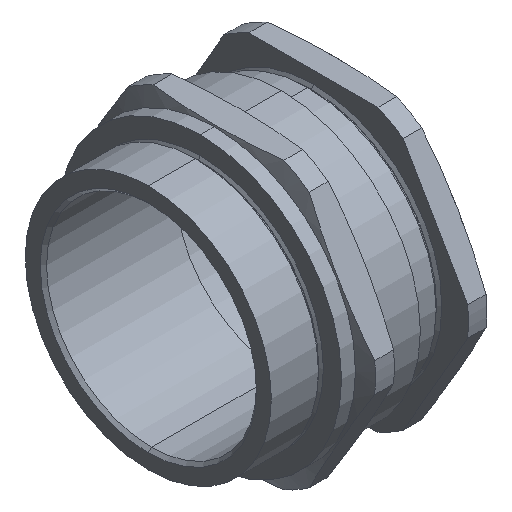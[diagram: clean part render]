
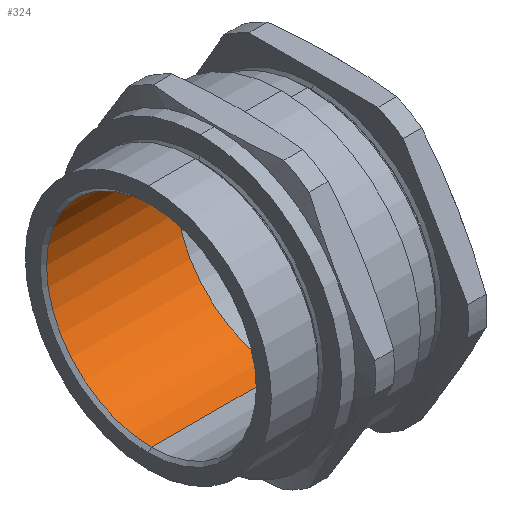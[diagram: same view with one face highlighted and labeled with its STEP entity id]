
A CAD part, isometric view. The second image highlights one B-rep face of the part: STEP entity #324.
In plain terms, the highlighted cylindrical face has radius 49.05 mm (diameter 98.1 mm), a partial arc.
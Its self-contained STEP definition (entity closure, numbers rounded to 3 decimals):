
#1 = CARTESIAN_POINT ( 'NONE',  ( 62.1, 0., -49.05 ) ) ;
#74 = VERTEX_POINT ( 'NONE', #1559 ) ;
#104 = DIRECTION ( 'NONE',  ( -1., 0., 0. ) ) ;
#123 = DIRECTION ( 'NONE',  ( -1., 0., 0. ) ) ;
#155 = ORIENTED_EDGE ( 'NONE', *, *, #371, .T. ) ;
#324 = ADVANCED_FACE ( 'NONE', ( #983 ), #691, .F. ) ;
#371 = EDGE_CURVE ( 'NONE', #74, #1977, #877, .T. ) ;
#466 = CARTESIAN_POINT ( 'NONE',  ( 1.5, 0., -49.05 ) ) ;
#468 = CARTESIAN_POINT ( 'NONE',  ( 62.101, 0., 49.05 ) ) ;
#615 = DIRECTION ( 'NONE',  ( -1., 0., 0. ) ) ;
#632 = CARTESIAN_POINT ( 'NONE',  ( 1.5, 0., 0. ) ) ;
#691 = CYLINDRICAL_SURFACE ( 'NONE', #994, 49.05 ) ;
#825 = DIRECTION ( 'NONE',  ( -1., 0., 0. ) ) ;
#877 = CIRCLE ( 'NONE', #1107, 49.05 ) ;
#894 = CARTESIAN_POINT ( 'NONE',  ( 62.1, 0., 0. ) ) ;
#983 = FACE_OUTER_BOUND ( 'NONE', #1115, .T. ) ;
#994 = AXIS2_PLACEMENT_3D ( 'NONE', #1470, #104, #1464 ) ;
#1045 = VERTEX_POINT ( 'NONE', #1770 ) ;
#1074 = ORIENTED_EDGE ( 'NONE', *, *, #1096, .F. ) ;
#1096 = EDGE_CURVE ( 'NONE', #1045, #2077, #1809, .T. ) ;
#1107 = AXIS2_PLACEMENT_3D ( 'NONE', #632, #123, #1973 ) ;
#1115 = EDGE_LOOP ( 'NONE', ( #1825, #1074, #1399, #155 ) ) ;
#1230 = EDGE_CURVE ( 'NONE', #1045, #74, #2018, .T. ) ;
#1357 = VECTOR ( 'NONE', #825, 1000. ) ;
#1396 = DIRECTION ( 'NONE',  ( -1., 0., 0. ) ) ;
#1399 = ORIENTED_EDGE ( 'NONE', *, *, #1230, .T. ) ;
#1464 = DIRECTION ( 'NONE',  ( 0., 0., 1. ) ) ;
#1470 = CARTESIAN_POINT ( 'NONE',  ( 62.101, 0., 0. ) ) ;
#1559 = CARTESIAN_POINT ( 'NONE',  ( 1.5, 0., 49.05 ) ) ;
#1579 = DIRECTION ( 'NONE',  ( 0., 0., -1. ) ) ;
#1681 = LINE ( 'NONE', #2182, #1357 ) ;
#1770 = CARTESIAN_POINT ( 'NONE',  ( 62.1, 0., 49.05 ) ) ;
#1809 = CIRCLE ( 'NONE', #2011, 49.05 ) ;
#1825 = ORIENTED_EDGE ( 'NONE', *, *, #2065, .F. ) ;
#1973 = DIRECTION ( 'NONE',  ( 0., 0., -1. ) ) ;
#1977 = VERTEX_POINT ( 'NONE', #466 ) ;
#2011 = AXIS2_PLACEMENT_3D ( 'NONE', #894, #1396, #1579 ) ;
#2018 = LINE ( 'NONE', #468, #2095 ) ;
#2065 = EDGE_CURVE ( 'NONE', #2077, #1977, #1681, .T. ) ;
#2077 = VERTEX_POINT ( 'NONE', #1 ) ;
#2095 = VECTOR ( 'NONE', #615, 1000. ) ;
#2182 = CARTESIAN_POINT ( 'NONE',  ( 62.101, 0., -49.05 ) ) ;
